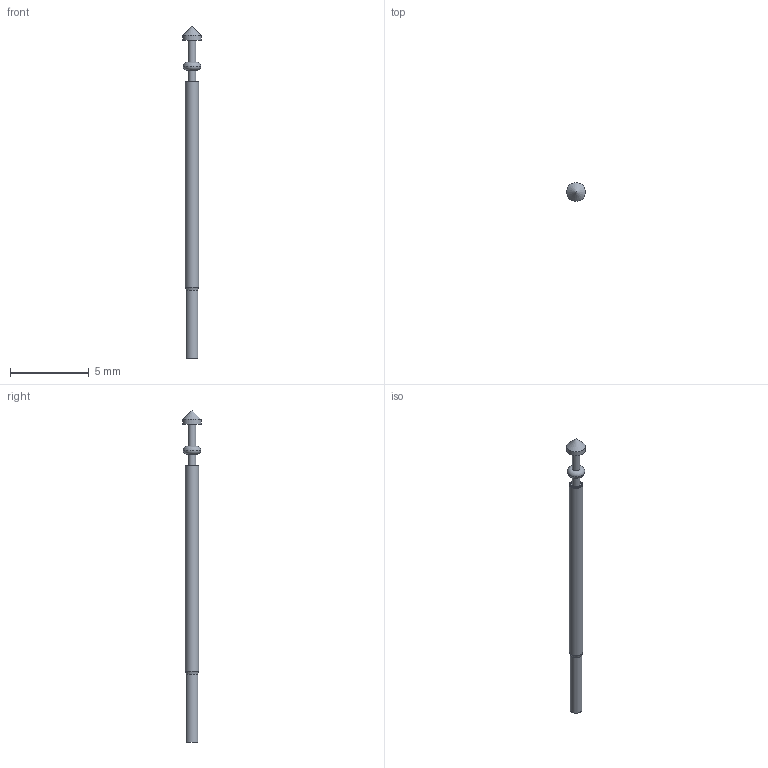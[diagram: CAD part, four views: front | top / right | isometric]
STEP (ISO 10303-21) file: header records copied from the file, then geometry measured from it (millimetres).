
FILE_DESCRIPTION(('R50-1S-P50-E3'),'2;1');
FILE_NAME('Pogopin R50-1S socket with P50-E3 pin.','2021-05-19T21:28:21',('Mario DE WEERD'),(''),(' '),'FreeCAD','CC-BY-SA');
FILE_SCHEMA(('AUTOMOTIVE_DESIGN_CC2 { 1 2 10303 214 -1 1 5 4 }'));
Length unit declared in the file: millimetre
Products named in the file (3): R50-1S-P50-E3
Assembly tree (2 placements, depth 2):
  R50-1S-P50-E3
    R50-1S-P50-E3
    R50-1S-P50-E3
Bounding box: 1.2 x 1.2 x 21.05 mm (x, y, z)
Volume: 8.8 mm3; surface area: 136.2 mm2
Topology: 2 solids, 2 shells, 19 faces, 30 edges, 18 vertices
Faces by surface type: cylinder 8, plane 7, cone 2, torus 2
Full cylindrical faces by diameter (mm): 0.48 x2, 0.5 x1, 0.68 x1, 0.7 x1, 0.75 x1, 0.86 x1, 1.2 x1
Entity records: 850 total; most frequent: DIRECTION 149, CARTESIAN_POINT 128, ORIENTED_EDGE 58, PCURVE 58, DEFINITIONAL_REPRESENTATION 58, LINE 56, VECTOR 56, AXIS2_PLACEMENT_3D 41
